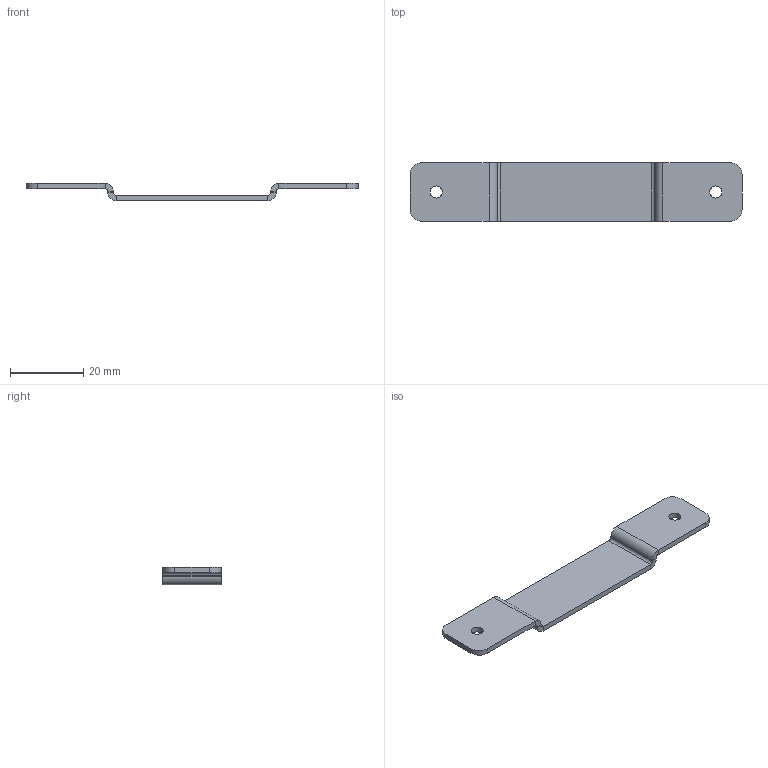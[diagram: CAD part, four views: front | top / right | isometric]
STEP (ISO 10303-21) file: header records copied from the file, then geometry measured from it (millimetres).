
FILE_DESCRIPTION(/* description */ ('CARD HOLDER BRACKET'),/* implementation_level */ '2;1');
FILE_NAME(/* name */ 'CARD HOLDER BRACKET J010308.stp',/* time_stamp */ '2024-05-04T07:47:48-04:00',/* author */ ('arnoldj'),/* organization */ (''),/* preprocessor_version */ 'ST-DEVELOPER v19.2',/* originating_system */ 'Autodesk Inventor 2023',/* authorisation */ '');
FILE_SCHEMA (('AUTOMOTIVE_DESIGN { 1 0 10303 214 3 1 1 }'));
Length unit declared in the file: inch
Products named in the file (1): J010308
Bounding box: 90.42 x 15.88 x 4.83 mm (x, y, z)
Volume: 2244.9 mm3; surface area: 3305.5 mm2
Topology: 1 solids, 1 shells, 44 faces, 94 edges, 52 vertices
Faces by surface type: plane 30, cylinder 14
Full cylindrical faces by diameter (mm): 3.302 x2
Entity records: 1201 total; most frequent: DIRECTION 212, CARTESIAN_POINT 191, ORIENTED_EDGE 188, EDGE_CURVE 94, AXIS2_PLACEMENT_3D 73, LINE 66, VECTOR 66, VERTEX_POINT 52
